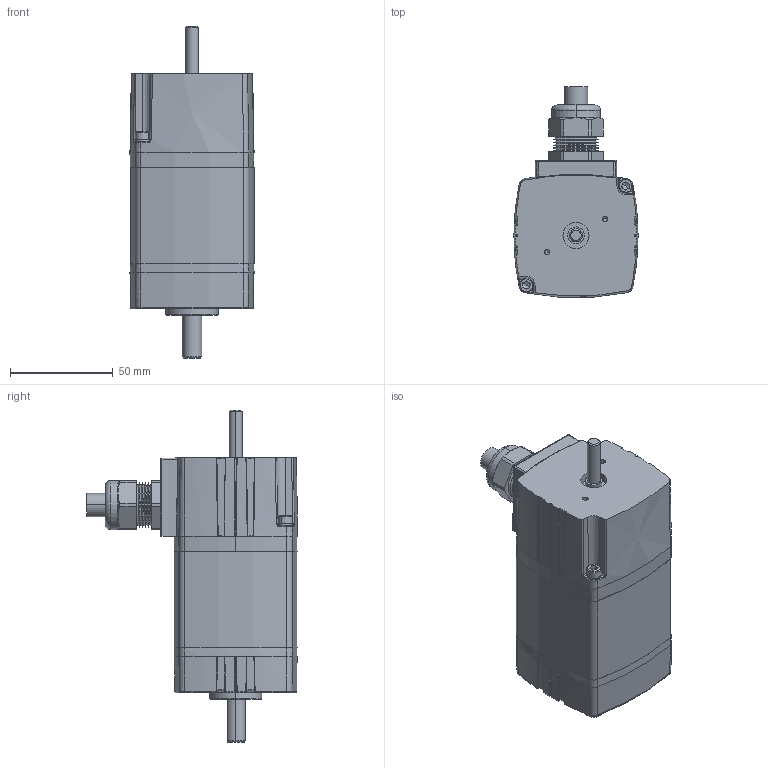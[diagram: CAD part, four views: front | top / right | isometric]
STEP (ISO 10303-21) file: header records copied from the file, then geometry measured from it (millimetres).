
FILE_DESCRIPTION (( 'STEP AP203' ), '1' );
FILE_NAME ('INFM0239.STEP', '2015-10-05T14:36:41', ( 'admin' ), ( '' ), 'SwSTEP 2.0', 'SolidWorks 2014', '' );
FILE_SCHEMA (( 'CONFIG_CONTROL_DESIGN' ));
Length unit declared in the file: inch
Products named in the file (1): INFM0239
Bounding box: 60.33 x 102.21 x 161.42 mm (x, y, z)
Volume: 401707.5 mm3; surface area: 65730.1 mm2
Topology: 21 solids, 21 shells, 782 faces, 1825 edges, 1087 vertices
Faces by surface type: cone 187, cylinder 178, plane 166, bspline 125, torus 120, sphere 6
Entity records: 26557 total; most frequent: CARTESIAN_POINT 9635, ORIENTED_EDGE 3584, DIRECTION 3487, EDGE_CURVE 1792, AXIS2_PLACEMENT_3D 1484, VERTEX_POINT 1081, EDGE_LOOP 839, CIRCLE 826
